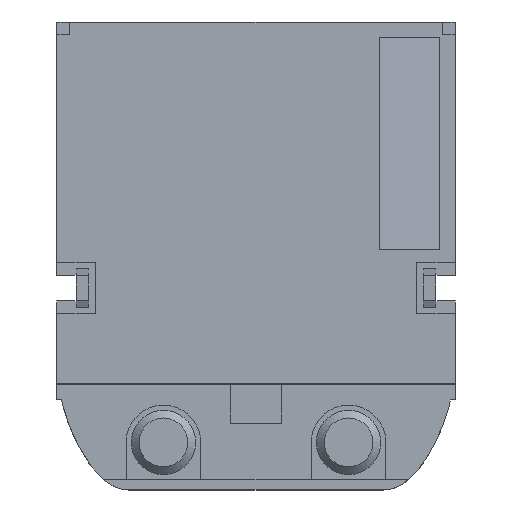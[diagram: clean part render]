
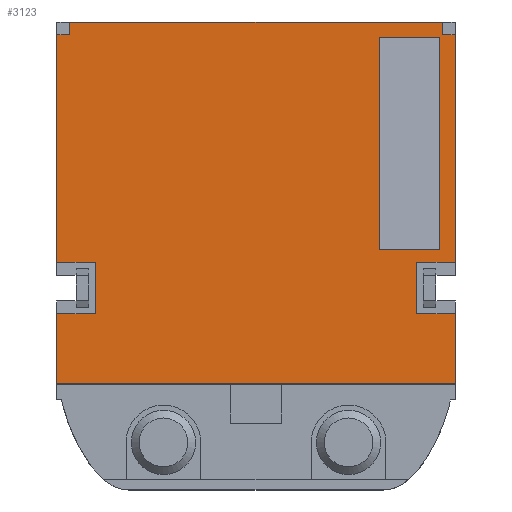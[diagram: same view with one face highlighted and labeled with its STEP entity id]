
A CAD part, front view. The second image highlights one B-rep face of the part: STEP entity #3123.
In plain terms, the highlighted planar face has unit normal (0, -1, 0).
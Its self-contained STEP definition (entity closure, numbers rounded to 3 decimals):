
#23=FACE_BOUND('',#429,.T.);
#254=FACE_OUTER_BOUND('',#428,.T.);
#428=EDGE_LOOP('',(#2346,#2347,#2348,#2349,#2350,#2351,#2352,#2353,#2354,
#2355,#2356,#2357,#2358,#2359,#2360,#2361));
#429=EDGE_LOOP('',(#2362,#2363,#2364,#2365));
#642=LINE('',#4843,#986);
#643=LINE('',#4845,#987);
#644=LINE('',#4847,#988);
#645=LINE('',#4849,#989);
#646=LINE('',#4851,#990);
#647=LINE('',#4853,#991);
#648=LINE('',#4855,#992);
#649=LINE('',#4857,#993);
#650=LINE('',#4859,#994);
#651=LINE('',#4861,#995);
#652=LINE('',#4863,#996);
#653=LINE('',#4865,#997);
#654=LINE('',#4867,#998);
#655=LINE('',#4869,#999);
#656=LINE('',#4871,#1000);
#657=LINE('',#4872,#1001);
#658=LINE('',#4875,#1002);
#659=LINE('',#4877,#1003);
#660=LINE('',#4879,#1004);
#661=LINE('',#4880,#1005);
#986=VECTOR('',#3851,1000.);
#987=VECTOR('',#3852,1000.);
#988=VECTOR('',#3853,1000.);
#989=VECTOR('',#3854,1000.);
#990=VECTOR('',#3855,1000.);
#991=VECTOR('',#3856,1000.);
#992=VECTOR('',#3857,1000.);
#993=VECTOR('',#3858,1000.);
#994=VECTOR('',#3859,1000.);
#995=VECTOR('',#3860,1000.);
#996=VECTOR('',#3861,1000.);
#997=VECTOR('',#3862,1000.);
#998=VECTOR('',#3863,1000.);
#999=VECTOR('',#3864,1000.);
#1000=VECTOR('',#3865,1000.);
#1001=VECTOR('',#3866,1000.);
#1002=VECTOR('',#3867,1000.);
#1003=VECTOR('',#3868,1000.);
#1004=VECTOR('',#3869,1000.);
#1005=VECTOR('',#3870,1000.);
#1340=VERTEX_POINT('',#4841);
#1341=VERTEX_POINT('',#4842);
#1342=VERTEX_POINT('',#4844);
#1343=VERTEX_POINT('',#4846);
#1344=VERTEX_POINT('',#4848);
#1345=VERTEX_POINT('',#4850);
#1346=VERTEX_POINT('',#4852);
#1347=VERTEX_POINT('',#4854);
#1348=VERTEX_POINT('',#4856);
#1349=VERTEX_POINT('',#4858);
#1350=VERTEX_POINT('',#4860);
#1351=VERTEX_POINT('',#4862);
#1352=VERTEX_POINT('',#4864);
#1353=VERTEX_POINT('',#4866);
#1354=VERTEX_POINT('',#4868);
#1355=VERTEX_POINT('',#4870);
#1356=VERTEX_POINT('',#4873);
#1357=VERTEX_POINT('',#4874);
#1358=VERTEX_POINT('',#4876);
#1359=VERTEX_POINT('',#4878);
#1706=EDGE_CURVE('',#1340,#1341,#642,.T.);
#1707=EDGE_CURVE('',#1342,#1340,#643,.T.);
#1708=EDGE_CURVE('',#1342,#1343,#644,.T.);
#1709=EDGE_CURVE('',#1344,#1343,#645,.T.);
#1710=EDGE_CURVE('',#1345,#1344,#646,.T.);
#1711=EDGE_CURVE('',#1346,#1345,#647,.T.);
#1712=EDGE_CURVE('',#1346,#1347,#648,.T.);
#1713=EDGE_CURVE('',#1348,#1347,#649,.T.);
#1714=EDGE_CURVE('',#1348,#1349,#650,.T.);
#1715=EDGE_CURVE('',#1350,#1349,#651,.T.);
#1716=EDGE_CURVE('',#1351,#1350,#652,.T.);
#1717=EDGE_CURVE('',#1352,#1351,#653,.T.);
#1718=EDGE_CURVE('',#1352,#1353,#654,.T.);
#1719=EDGE_CURVE('',#1354,#1353,#655,.T.);
#1720=EDGE_CURVE('',#1355,#1354,#656,.T.);
#1721=EDGE_CURVE('',#1355,#1341,#657,.T.);
#1722=EDGE_CURVE('',#1356,#1357,#658,.T.);
#1723=EDGE_CURVE('',#1358,#1356,#659,.T.);
#1724=EDGE_CURVE('',#1359,#1358,#660,.T.);
#1725=EDGE_CURVE('',#1357,#1359,#661,.T.);
#2346=ORIENTED_EDGE('',*,*,#1706,.F.);
#2347=ORIENTED_EDGE('',*,*,#1707,.F.);
#2348=ORIENTED_EDGE('',*,*,#1708,.T.);
#2349=ORIENTED_EDGE('',*,*,#1709,.F.);
#2350=ORIENTED_EDGE('',*,*,#1710,.F.);
#2351=ORIENTED_EDGE('',*,*,#1711,.F.);
#2352=ORIENTED_EDGE('',*,*,#1712,.T.);
#2353=ORIENTED_EDGE('',*,*,#1713,.F.);
#2354=ORIENTED_EDGE('',*,*,#1714,.T.);
#2355=ORIENTED_EDGE('',*,*,#1715,.F.);
#2356=ORIENTED_EDGE('',*,*,#1716,.F.);
#2357=ORIENTED_EDGE('',*,*,#1717,.F.);
#2358=ORIENTED_EDGE('',*,*,#1718,.T.);
#2359=ORIENTED_EDGE('',*,*,#1719,.F.);
#2360=ORIENTED_EDGE('',*,*,#1720,.F.);
#2361=ORIENTED_EDGE('',*,*,#1721,.T.);
#2362=ORIENTED_EDGE('',*,*,#1722,.F.);
#2363=ORIENTED_EDGE('',*,*,#1723,.F.);
#2364=ORIENTED_EDGE('',*,*,#1724,.F.);
#2365=ORIENTED_EDGE('',*,*,#1725,.F.);
#2968=PLANE('',#3369);
#3123=ADVANCED_FACE('',(#254,#23),#2968,.F.);
#3369=AXIS2_PLACEMENT_3D('',#4840,#3849,#3850);
#3849=DIRECTION('center_axis',(0.,1.,0.));
#3850=DIRECTION('ref_axis',(0.,0.,1.));
#3851=DIRECTION('',(0.,0.,1.));
#3852=DIRECTION('',(1.,0.,0.));
#3853=DIRECTION('',(0.,0.,-1.));
#3854=DIRECTION('',(-1.,0.,0.));
#3855=DIRECTION('',(0.,0.,1.));
#3856=DIRECTION('',(1.,0.,0.));
#3857=DIRECTION('',(0.,0.,-1.));
#3858=DIRECTION('',(-1.,0.,0.));
#3859=DIRECTION('',(0.,0.,1.));
#3860=DIRECTION('',(1.,0.,0.));
#3861=DIRECTION('',(0.,0.,-1.));
#3862=DIRECTION('',(-1.,0.,0.));
#3863=DIRECTION('',(0.,0.,1.));
#3864=DIRECTION('',(1.,0.,0.));
#3865=DIRECTION('',(0.,0.,-1.));
#3866=DIRECTION('',(-1.,0.,0.));
#3867=DIRECTION('',(-1.,0.,0.));
#3868=DIRECTION('',(0.,0.,1.));
#3869=DIRECTION('',(1.,0.,0.));
#3870=DIRECTION('',(0.,0.,-1.));
#4840=CARTESIAN_POINT('Origin',(-6.839,-3.9,-15.606));
#4841=CARTESIAN_POINT('',(-7.25,-3.9,0.5));
#4842=CARTESIAN_POINT('',(-7.25,-3.9,1.));
#4843=CARTESIAN_POINT('',(-7.25,-3.9,1.));
#4844=CARTESIAN_POINT('',(-7.75,-3.9,0.5));
#4845=CARTESIAN_POINT('',(-7.75,-3.9,0.5));
#4846=CARTESIAN_POINT('',(-7.75,-3.9,-8.35));
#4847=CARTESIAN_POINT('',(-7.75,-3.9,-7.7));
#4848=CARTESIAN_POINT('',(-6.25,-3.9,-8.35));
#4849=CARTESIAN_POINT('',(-7.75,-3.9,-8.35));
#4850=CARTESIAN_POINT('',(-6.25,-3.9,-10.35));
#4851=CARTESIAN_POINT('',(-6.25,-3.9,-8.35));
#4852=CARTESIAN_POINT('',(-7.75,-3.9,-10.35));
#4853=CARTESIAN_POINT('',(-6.25,-3.9,-10.35));
#4854=CARTESIAN_POINT('',(-7.75,-3.9,-13.05));
#4855=CARTESIAN_POINT('',(-7.75,-3.9,-7.7));
#4856=CARTESIAN_POINT('',(7.75,-3.9,-13.05));
#4857=CARTESIAN_POINT('',(-7.75,-3.9,-13.05));
#4858=CARTESIAN_POINT('',(7.75,-3.9,-10.35));
#4859=CARTESIAN_POINT('',(7.75,-3.9,-13.7));
#4860=CARTESIAN_POINT('',(6.25,-3.9,-10.35));
#4861=CARTESIAN_POINT('',(6.25,-3.9,-10.35));
#4862=CARTESIAN_POINT('',(6.25,-3.9,-8.35));
#4863=CARTESIAN_POINT('',(6.25,-3.9,-8.35));
#4864=CARTESIAN_POINT('',(7.75,-3.9,-8.35));
#4865=CARTESIAN_POINT('',(7.75,-3.9,-8.35));
#4866=CARTESIAN_POINT('',(7.75,-3.9,0.5));
#4867=CARTESIAN_POINT('',(7.75,-3.9,-13.7));
#4868=CARTESIAN_POINT('',(7.25,-3.9,0.5));
#4869=CARTESIAN_POINT('',(7.75,-3.9,0.5));
#4870=CARTESIAN_POINT('',(7.25,-3.9,1.));
#4871=CARTESIAN_POINT('',(7.25,-3.9,1.));
#4872=CARTESIAN_POINT('',(-7.75,-3.9,1.));
#4873=CARTESIAN_POINT('',(7.15,-3.9,0.4));
#4874=CARTESIAN_POINT('',(4.8,-3.9,0.4));
#4875=CARTESIAN_POINT('',(7.15,-3.9,0.4));
#4876=CARTESIAN_POINT('',(7.15,-3.9,-7.85));
#4877=CARTESIAN_POINT('',(7.15,-3.9,0.4));
#4878=CARTESIAN_POINT('',(4.8,-3.9,-7.85));
#4879=CARTESIAN_POINT('',(7.15,-3.9,-7.85));
#4880=CARTESIAN_POINT('',(4.8,-3.9,0.));
